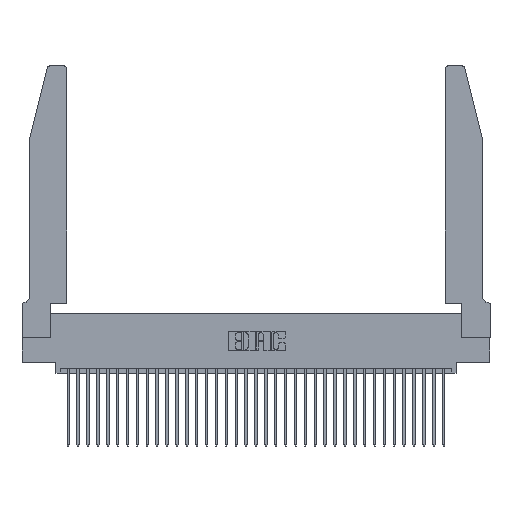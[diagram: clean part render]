
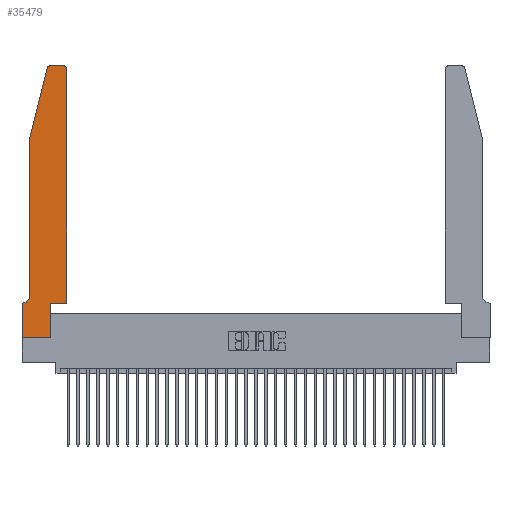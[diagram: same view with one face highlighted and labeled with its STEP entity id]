
A CAD part, top view. The second image highlights one B-rep face of the part: STEP entity #35479.
In plain terms, the highlighted planar face has unit normal (0, 0, 1).
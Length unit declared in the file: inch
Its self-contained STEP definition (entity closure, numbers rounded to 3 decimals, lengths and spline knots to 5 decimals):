
#439 = CIRCLE ( 'NONE', #6535, 0.03 ) ;
#1106 = CARTESIAN_POINT ( 'NONE',  ( 0., 0., 0.37 ) ) ;
#1282 = VECTOR ( 'NONE', #24610, 39.37008 ) ;
#1314 = CARTESIAN_POINT ( 'NONE',  ( 0.2605, 2.75, 0.37 ) ) ;
#1580 = EDGE_CURVE ( 'NONE', #1676, #20823, #17083, .T. ) ;
#1676 = VERTEX_POINT ( 'NONE', #1106 ) ;
#2640 = CIRCLE ( 'NONE', #31849, 0.03 ) ;
#2702 = CARTESIAN_POINT ( 'NONE',  ( 0.0755, 2., 0.37 ) ) ;
#3663 = EDGE_CURVE ( 'NONE', #25227, #6281, #10344, .T. ) ;
#3767 = ORIENTED_EDGE ( 'NONE', *, *, #19799, .T. ) ;
#4133 = EDGE_CURVE ( 'NONE', #14253, #27881, #12054, .T. ) ;
#5423 = DIRECTION ( 'NONE',  ( 0., 0., 1. ) ) ;
#5589 = EDGE_CURVE ( 'NONE', #33605, #7458, #9307, .T. ) ;
#6044 = EDGE_CURVE ( 'NONE', #26438, #17452, #19334, .T. ) ;
#6281 = VERTEX_POINT ( 'NONE', #24830 ) ;
#6535 = AXIS2_PLACEMENT_3D ( 'NONE', #26243, #9661, #29018 ) ;
#6710 = DIRECTION ( 'NONE',  ( 0., 0., -1. ) ) ;
#6877 = VERTEX_POINT ( 'NONE', #21783 ) ;
#7071 = ORIENTED_EDGE ( 'NONE', *, *, #7537, .T. ) ;
#7129 = VERTEX_POINT ( 'NONE', #11944 ) ;
#7242 = LINE ( 'NONE', #13615, #21191 ) ;
#7458 = VERTEX_POINT ( 'NONE', #21855 ) ;
#7537 = EDGE_CURVE ( 'NONE', #17452, #7129, #22676, .T. ) ;
#7877 = LINE ( 'NONE', #2702, #1282 ) ;
#8367 = AXIS2_PLACEMENT_3D ( 'NONE', #23404, #6710, #26146 ) ;
#9307 = LINE ( 'NONE', #10587, #23206 ) ;
#9619 = ORIENTED_EDGE ( 'NONE', *, *, #21157, .T. ) ;
#9661 = DIRECTION ( 'NONE',  ( 0., 0., 1. ) ) ;
#10344 = LINE ( 'NONE', #18759, #32357 ) ;
#10411 = CARTESIAN_POINT ( 'NONE',  ( 0.4505, 0.35, 0.37 ) ) ;
#10587 = CARTESIAN_POINT ( 'NONE',  ( 0.4505, 0.35, 0.37 ) ) ;
#11944 = CARTESIAN_POINT ( 'NONE',  ( 0., 0.35, 0.37 ) ) ;
#12054 = LINE ( 'NONE', #1314, #17734 ) ;
#12119 = CARTESIAN_POINT ( 'NONE',  ( 0.4205, 2.75, 0.37 ) ) ;
#12341 = DIRECTION ( 'NONE',  ( 0., -1., 0. ) ) ;
#12402 = CARTESIAN_POINT ( 'NONE',  ( 0.2865, 0., 0.37 ) ) ;
#13518 = CARTESIAN_POINT ( 'NONE',  ( 0., 0., 0.37 ) ) ;
#13615 = CARTESIAN_POINT ( 'NONE',  ( 0.2865, 0.35, 0.37 ) ) ;
#14253 = VERTEX_POINT ( 'NONE', #12119 ) ;
#15515 = CARTESIAN_POINT ( 'NONE',  ( 0.284, 2.75, 0.37 ) ) ;
#15632 = DIRECTION ( 'NONE',  ( 0., 0., 1. ) ) ;
#16033 = AXIS2_PLACEMENT_3D ( 'NONE', #22108, #5423, #24870 ) ;
#16240 = VECTOR ( 'NONE', #30413, 39.37008 ) ;
#16399 = EDGE_CURVE ( 'NONE', #7129, #1676, #28482, .T. ) ;
#16817 = CARTESIAN_POINT ( 'NONE',  ( 0.0055, 0.35, 0.37 ) ) ;
#16958 = CARTESIAN_POINT ( 'NONE',  ( 0.0755, 0.42, 0.37 ) ) ;
#17083 = LINE ( 'NONE', #13518, #22635 ) ;
#17452 = VERTEX_POINT ( 'NONE', #16817 ) ;
#17734 = VECTOR ( 'NONE', #26392, 39.37008 ) ;
#18759 = CARTESIAN_POINT ( 'NONE',  ( 0.0755, 2., 0.37 ) ) ;
#18989 = DIRECTION ( 'NONE',  ( 1., 0., 0. ) ) ;
#19242 = DIRECTION ( 'NONE',  ( 0., 1., 0. ) ) ;
#19334 = CIRCLE ( 'NONE', #8367, 0.07 ) ;
#19799 = EDGE_CURVE ( 'NONE', #7458, #6877, #28655, .T. ) ;
#20823 = VERTEX_POINT ( 'NONE', #12402 ) ;
#21157 = EDGE_CURVE ( 'NONE', #6281, #26438, #7877, .T. ) ;
#21191 = VECTOR ( 'NONE', #19242, 39.37008 ) ;
#21783 = CARTESIAN_POINT ( 'NONE',  ( 0.4505, 2.72, 0.37 ) ) ;
#21855 = CARTESIAN_POINT ( 'NONE',  ( 0.4505, 0.35, 0.37 ) ) ;
#22108 = CARTESIAN_POINT ( 'NONE',  ( 0., 0.35, 0.37 ) ) ;
#22221 = VECTOR ( 'NONE', #29739, 39.37008 ) ;
#22611 = ORIENTED_EDGE ( 'NONE', *, *, #27914, .T. ) ;
#22635 = VECTOR ( 'NONE', #23946, 39.37008 ) ;
#22676 = LINE ( 'NONE', #30519, #16240 ) ;
#22993 = CARTESIAN_POINT ( 'NONE',  ( 0.25487, 2.72718, 0.37 ) ) ;
#23206 = VECTOR ( 'NONE', #18989, 39.37008 ) ;
#23330 = ORIENTED_EDGE ( 'NONE', *, *, #6044, .T. ) ;
#23404 = CARTESIAN_POINT ( 'NONE',  ( 0.0055, 0.42, 0.37 ) ) ;
#23946 = DIRECTION ( 'NONE',  ( 1., 0., 0. ) ) ;
#24610 = DIRECTION ( 'NONE',  ( 0., -1., 0. ) ) ;
#24830 = CARTESIAN_POINT ( 'NONE',  ( 0.0755, 2., 0.37 ) ) ;
#24870 = DIRECTION ( 'NONE',  ( 1., 0., 0. ) ) ;
#25188 = ORIENTED_EDGE ( 'NONE', *, *, #31399, .T. ) ;
#25227 = VERTEX_POINT ( 'NONE', #22993 ) ;
#25307 = FACE_OUTER_BOUND ( 'NONE', #26570, .T. ) ;
#25651 = ORIENTED_EDGE ( 'NONE', *, *, #1580, .T. ) ;
#26146 = DIRECTION ( 'NONE',  ( -1., 0., 0. ) ) ;
#26243 = CARTESIAN_POINT ( 'NONE',  ( 0.4205, 2.72, 0.37 ) ) ;
#26392 = DIRECTION ( 'NONE',  ( -1., 0., 0. ) ) ;
#26438 = VERTEX_POINT ( 'NONE', #16958 ) ;
#26570 = EDGE_LOOP ( 'NONE', ( #30702, #22611, #34956, #9619, #23330, #7071, #28075, #25651, #25188, #33863, #3767, #27099 ) ) ;
#27099 = ORIENTED_EDGE ( 'NONE', *, *, #27259, .T. ) ;
#27259 = EDGE_CURVE ( 'NONE', #6877, #14253, #439, .T. ) ;
#27617 = VECTOR ( 'NONE', #12341, 39.37008 ) ;
#27881 = VERTEX_POINT ( 'NONE', #15515 ) ;
#27914 = EDGE_CURVE ( 'NONE', #27881, #25227, #2640, .T. ) ;
#28075 = ORIENTED_EDGE ( 'NONE', *, *, #16399, .T. ) ;
#28482 = LINE ( 'NONE', #34363, #27617 ) ;
#28655 = LINE ( 'NONE', #10411, #22221 ) ;
#29018 = DIRECTION ( 'NONE',  ( 1., 0., 0. ) ) ;
#29739 = DIRECTION ( 'NONE',  ( 0., 1., 0. ) ) ;
#30313 = PLANE ( 'NONE',  #16033 ) ;
#30413 = DIRECTION ( 'NONE',  ( -1., 0., 0. ) ) ;
#30519 = CARTESIAN_POINT ( 'NONE',  ( 0.0755, 0.35, 0.37 ) ) ;
#30702 = ORIENTED_EDGE ( 'NONE', *, *, #4133, .T. ) ;
#31399 = EDGE_CURVE ( 'NONE', #20823, #33605, #7242, .T. ) ;
#31849 = AXIS2_PLACEMENT_3D ( 'NONE', #32108, #15632, #34832 ) ;
#32108 = CARTESIAN_POINT ( 'NONE',  ( 0.284, 2.72, 0.37 ) ) ;
#32357 = VECTOR ( 'NONE', #35143, 39.37008 ) ;
#33576 = CARTESIAN_POINT ( 'NONE',  ( 0.2865, 0.35, 0.37 ) ) ;
#33605 = VERTEX_POINT ( 'NONE', #33576 ) ;
#33863 = ORIENTED_EDGE ( 'NONE', *, *, #5589, .T. ) ;
#34363 = CARTESIAN_POINT ( 'NONE',  ( 0., 0., 0.37 ) ) ;
#34832 = DIRECTION ( 'NONE',  ( 1., 0., 0. ) ) ;
#34956 = ORIENTED_EDGE ( 'NONE', *, *, #3663, .T. ) ;
#35143 = DIRECTION ( 'NONE',  ( -0.239, -0.971, 0. ) ) ;
#35479 = ADVANCED_FACE ( 'NONE', ( #25307 ), #30313, .T. ) ;
